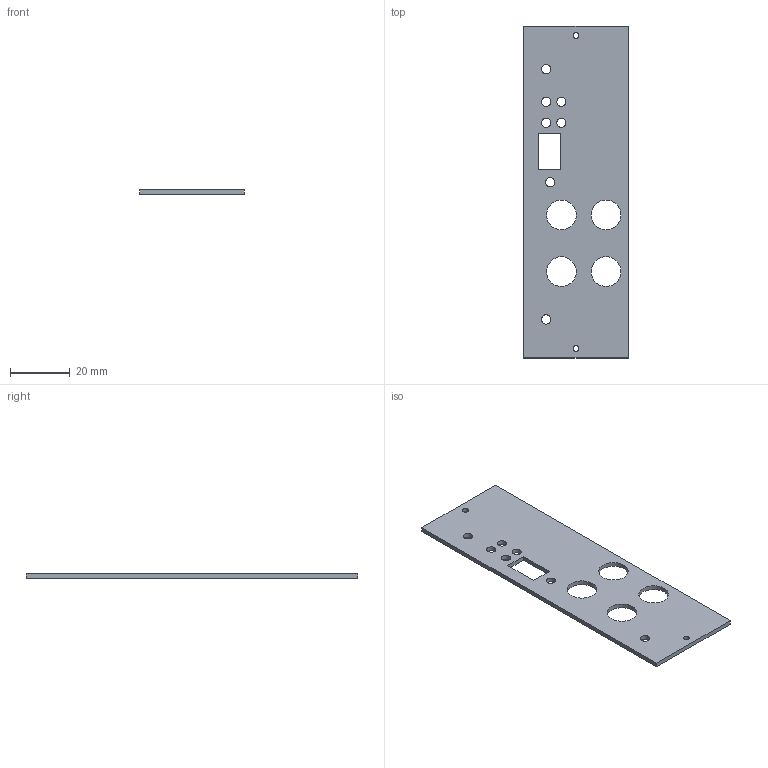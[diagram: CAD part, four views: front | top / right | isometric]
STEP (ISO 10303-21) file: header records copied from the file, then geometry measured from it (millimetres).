
FILE_DESCRIPTION(('KiCad electronic assembly'),'2;1');
FILE_NAME('EEZ DIB DCP405plus front mask.step','2025-10-04T11:07:31',( 'Pcbnew'),('Kicad'),'Open CASCADE STEP processor 7.6', 'KiCad to STEP converter','Unknown');
FILE_SCHEMA(('AUTOMOTIVE_DESIGN { 1 0 10303 214 1 1 1 1 }'));
Length unit declared in the file: millimetre
Products named in the file (2): EEZ DIB DCP405plus front mask 1; EEZ DIB DCP405plus front mask_PCB
Assembly tree (1 placements, depth 2):
  EEZ DIB DCP405plus front mask 1
    EEZ DIB DCP405plus front mask_PCB
Bounding box: 35 x 111.5 x 1.51 mm (x, y, z)
Volume: 5188.3 mm3; surface area: 7686.8 mm2
Topology: 1 solids, 1 shells, 23 faces, 63 edges, 42 vertices
Faces by surface type: cylinder 13, plane 10
Full cylindrical faces by diameter (mm): 2 x2, 3.1 x5, 3.2 x2, 10 x4
Entity records: 836 total; most frequent: DIRECTION 139, CARTESIAN_POINT 130, ORIENTED_EDGE 126, EDGE_CURVE 63, AXIS2_PLACEMENT_3D 51, FACE_BOUND 51, EDGE_LOOP 51, VERTEX_POINT 42
